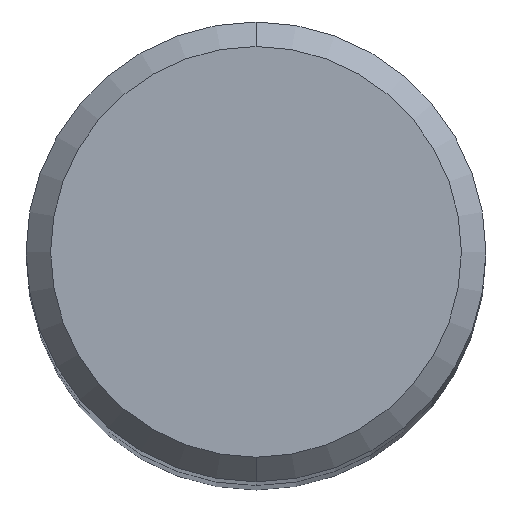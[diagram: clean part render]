
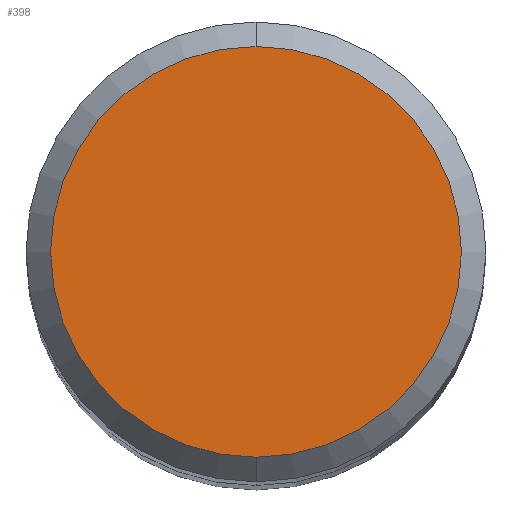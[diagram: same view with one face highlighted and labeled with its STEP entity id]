
A CAD part, top view. The second image highlights one B-rep face of the part: STEP entity #398.
In plain terms, the highlighted planar face has unit normal (0, 0, 1).
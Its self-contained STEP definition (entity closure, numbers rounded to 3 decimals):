
#190=EDGE_CURVE('',#356,#294,#492,.T.);
#294=VERTEX_POINT('',#611);
#356=VERTEX_POINT('',#679);
#398=ADVANCED_FACE('',(#724),#725,.T.);
#428=EDGE_CURVE('',#294,#356,#757,.T.);
#492=CIRCLE('',#818,6.7);
#611=CARTESIAN_POINT('',(0.,-6.7,0.0));
#679=CARTESIAN_POINT('',(0.0,6.7,0.0));
#724=FACE_OUTER_BOUND('',#1359,.T.);
#725=PLANE('',#1360);
#757=CIRCLE('',#1421,6.7);
#818=AXIS2_PLACEMENT_3D('',#1507,#1508,#1509);
#1359=EDGE_LOOP('',(#1772,#1773));
#1360=AXIS2_PLACEMENT_3D('',#1774,#1775,#1776);
#1421=AXIS2_PLACEMENT_3D('',#1807,#1808,#1809);
#1507=CARTESIAN_POINT('',(0.0,0.0,0.0));
#1508=DIRECTION('',(0.0,0.0,-1.0));
#1509=DIRECTION('',(0.0,1.0,0.0));
#1772=ORIENTED_EDGE('',*,*,#190,.F.);
#1773=ORIENTED_EDGE('',*,*,#428,.F.);
#1774=CARTESIAN_POINT('',(0.0,3.35,0.0));
#1775=DIRECTION('',(-0.0,0.0,1.0));
#1776=DIRECTION('',(0.0,-1.0,0.0));
#1807=CARTESIAN_POINT('',(0.0,0.0,0.0));
#1808=DIRECTION('',(0.0,0.0,-1.0));
#1809=DIRECTION('',(0.0,1.0,0.0));
